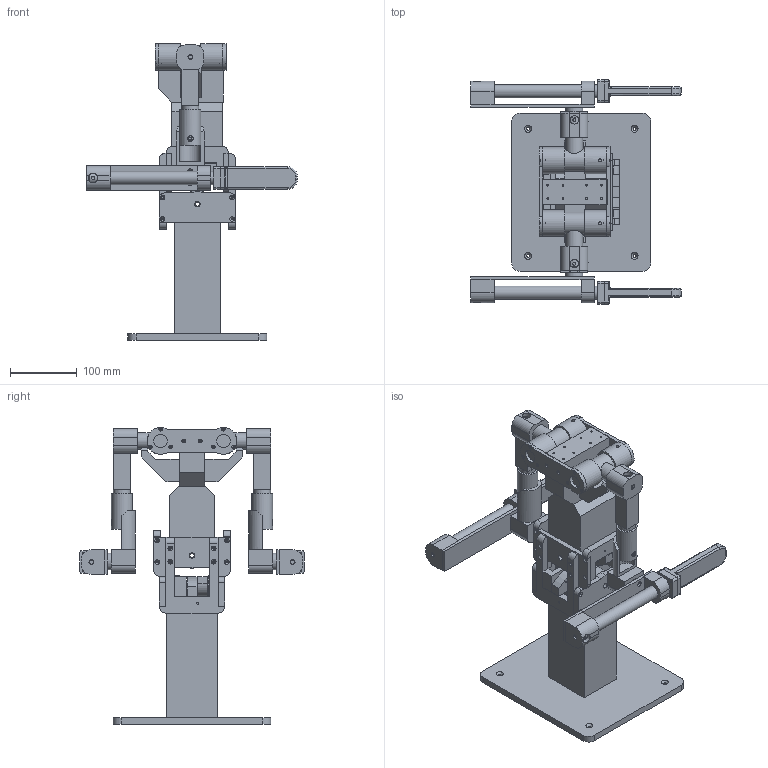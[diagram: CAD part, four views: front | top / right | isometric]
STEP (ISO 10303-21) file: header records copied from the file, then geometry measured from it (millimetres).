
FILE_DESCRIPTION(/* description */ (''),/* implementation_level */ '2;1');
FILE_NAME(/* name */ '9798e51d-1e6b-4a15-9cf2-93a7dd1516d0.stp',/* time_stamp */ '2019-08-30T16:36:16+00:00',/* author */ (''),/* organization */ (''),/* preprocessor_version */ 'ST-DEVELOPER v18',/* originating_system */ 'Autodesk Translation Framework v8.6.0.1094',/* authorisation */ '');
FILE_SCHEMA (('AUTOMOTIVE_DESIGN { 1 0 10303 214 3 1 1 }'));
Length unit declared in the file: millimetre
Products named in the file (4): puppet01; Component1; Component1(Mirror) (1); middle
Assembly tree (3 placements, depth 2):
  puppet01
    Component1
    Component1(Mirror) (1)
    middle
Bounding box: 315 x 335 x 443.75 mm (x, y, z)
Volume: 3826534.4 mm3; surface area: 747738.1 mm2
Topology: 52 solids, 52 shells, 965 faces, 2424 edges, 1577 vertices
Faces by surface type: plane 507, cylinder 356, cone 60, bspline 26, torus 16
Full cylindrical faces by diameter (mm): 2.2 x38, 2.7 x12, 2.8 x68, 3.2 x4, 3.8 x4, 4.5 x28, 6 x10, 6.1 x2, 7 x10, 8.1 x10, 19.8 x2, 20 x2, 20.8 x4, 25 x6, 25.6 x2, 25.8 x4, 26 x2, 30 x2, 31 x2, 33 x2, 33.8 x4, 40 x4
Entity records: 33543 total; most frequent: CARTESIAN_POINT 9221, DIRECTION 5013, ORIENTED_EDGE 4832, EDGE_CURVE 2416, AXIS2_PLACEMENT_3D 1819, VERTEX_POINT 1577, LINE 1375, VECTOR 1375
